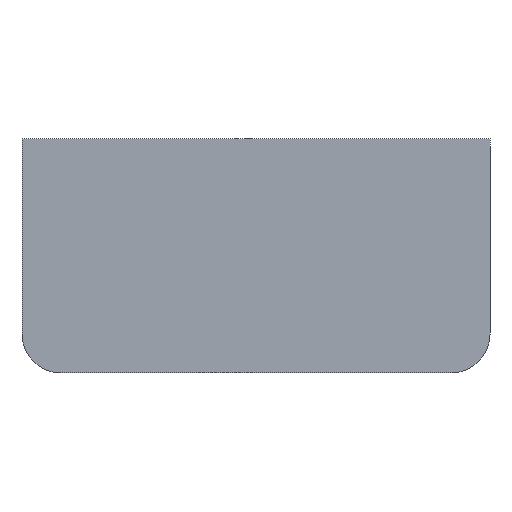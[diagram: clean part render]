
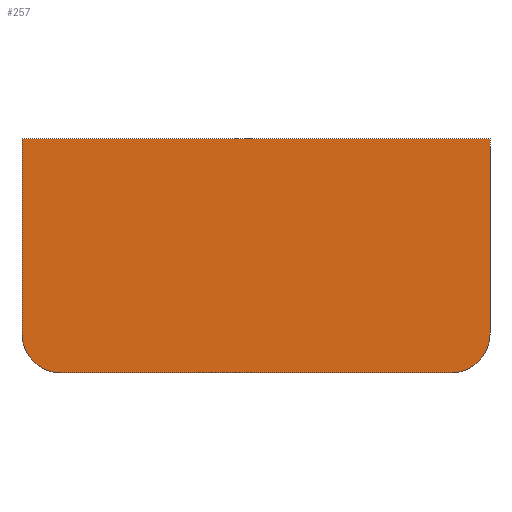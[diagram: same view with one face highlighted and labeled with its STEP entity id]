
A CAD part, left-side view. The second image highlights one B-rep face of the part: STEP entity #257.
In plain terms, the highlighted planar face has unit normal (-1, 0, 0).
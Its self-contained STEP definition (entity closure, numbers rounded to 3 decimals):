
#17=PLANE('',#290);
#29=FACE_OUTER_BOUND('',#43,.T.);
#43=EDGE_LOOP('',(#195,#196,#197,#198,#199,#200));
#63=LINE('',#412,#91);
#64=LINE('',#416,#92);
#65=LINE('',#418,#93);
#66=LINE('',#419,#94);
#91=VECTOR('',#335,10.);
#92=VECTOR('',#338,10.);
#93=VECTOR('',#339,10.);
#94=VECTOR('',#340,10.);
#112=CIRCLE('',#288,5.);
#114=CIRCLE('',#291,5.);
#126=VERTEX_POINT('',#402);
#127=VERTEX_POINT('',#403);
#130=VERTEX_POINT('',#411);
#131=VERTEX_POINT('',#413);
#132=VERTEX_POINT('',#415);
#133=VERTEX_POINT('',#417);
#152=EDGE_CURVE('',#126,#127,#112,.T.);
#156=EDGE_CURVE('',#130,#126,#63,.T.);
#157=EDGE_CURVE('',#131,#130,#114,.T.);
#158=EDGE_CURVE('',#131,#132,#64,.T.);
#159=EDGE_CURVE('',#132,#133,#65,.T.);
#160=EDGE_CURVE('',#127,#133,#66,.T.);
#195=ORIENTED_EDGE('',*,*,#152,.F.);
#196=ORIENTED_EDGE('',*,*,#156,.F.);
#197=ORIENTED_EDGE('',*,*,#157,.F.);
#198=ORIENTED_EDGE('',*,*,#158,.T.);
#199=ORIENTED_EDGE('',*,*,#159,.T.);
#200=ORIENTED_EDGE('',*,*,#160,.F.);
#257=ADVANCED_FACE('',(#29),#17,.T.);
#288=AXIS2_PLACEMENT_3D('',#404,#327,#328);
#290=AXIS2_PLACEMENT_3D('',#410,#333,#334);
#291=AXIS2_PLACEMENT_3D('',#414,#336,#337);
#327=DIRECTION('center_axis',(1.,0.,0.));
#328=DIRECTION('ref_axis',(0.,0.707,-0.707));
#333=DIRECTION('center_axis',(-1.,0.,0.));
#334=DIRECTION('ref_axis',(0.,0.,1.));
#335=DIRECTION('',(0.,1.,0.));
#336=DIRECTION('center_axis',(1.,0.,0.));
#337=DIRECTION('ref_axis',(0.,-0.707,-0.707));
#338=DIRECTION('',(0.,0.,1.));
#339=DIRECTION('',(0.,1.,0.));
#340=DIRECTION('',(0.,0.,1.));
#402=CARTESIAN_POINT('',(-18.518,55.,-5.));
#403=CARTESIAN_POINT('',(-18.518,60.,0.));
#404=CARTESIAN_POINT('Origin',(-18.518,55.,0.));
#410=CARTESIAN_POINT('Origin',(-18.518,0.,-5.));
#411=CARTESIAN_POINT('',(-18.518,5.,-5.));
#412=CARTESIAN_POINT('',(-18.518,0.,-5.));
#413=CARTESIAN_POINT('',(-18.518,0.,0.));
#414=CARTESIAN_POINT('Origin',(-18.518,5.,0.));
#415=CARTESIAN_POINT('',(-18.518,0.,25.));
#416=CARTESIAN_POINT('',(-18.518,0.,-5.));
#417=CARTESIAN_POINT('',(-18.518,60.,25.));
#418=CARTESIAN_POINT('',(-18.518,0.,25.));
#419=CARTESIAN_POINT('',(-18.518,60.,-5.));
